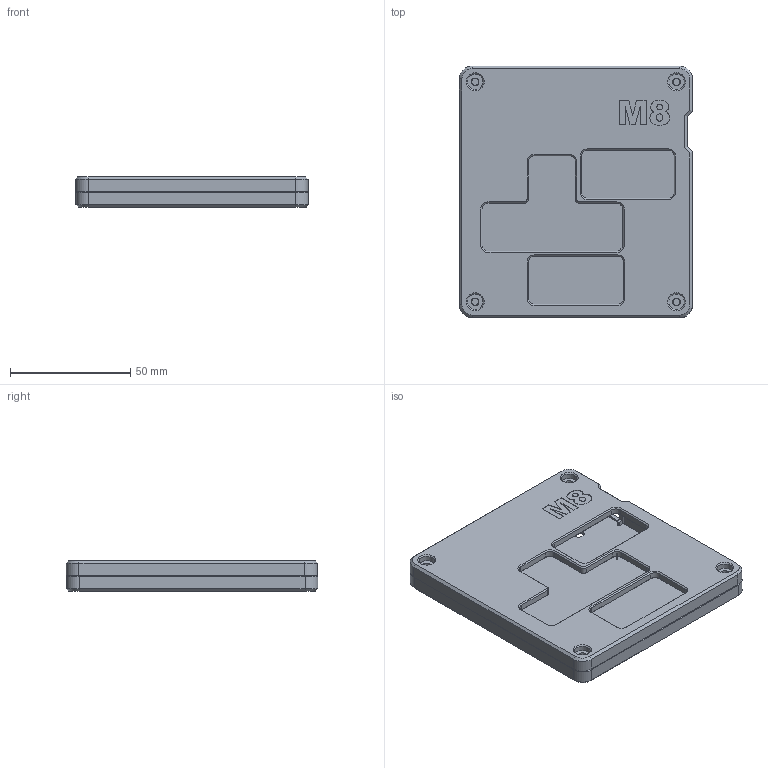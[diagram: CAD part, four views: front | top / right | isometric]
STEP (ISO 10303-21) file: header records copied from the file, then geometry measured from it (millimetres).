
FILE_DESCRIPTION(/* description */ (''),/* implementation_level */ '2;1');
FILE_NAME(/* name */ '3d-case-top.step',/* time_stamp */ '2024-06-20T22:57:28+08:00',/* author */ (''),/* organization */ (''),/* preprocessor_version */ 'ST-DEVELOPER v20',/* originating_system */ 'Autodesk Translation Framework v13.14.0.145',/* authorisation */ '');
FILE_SCHEMA (('AUTOMOTIVE_DESIGN { 1 0 10303 214 3 1 1 }'));
Length unit declared in the file: millimetre
Products named in the file (4): M8-Tracker-Lite; 3d-printed-case; Bottom_Case (1); Top_Case (1)
Assembly tree (3 placements, depth 3):
  M8-Tracker-Lite
    3d-printed-case
      Bottom_Case (1)
      Top_Case (1)
Bounding box: 96.75 x 104.44 x 12.52 mm (x, y, z)
Volume: 45757.2 mm3; surface area: 42790.7 mm2
Topology: 4 solids, 4 shells, 413 faces, 1054 edges, 663 vertices
Faces by surface type: plane 221, cylinder 97, cone 56, bspline 39
Full cylindrical faces by diameter (mm): 2.85 x4, 3.2 x4, 6.5 x4
Entity records: 13351 total; most frequent: CARTESIAN_POINT 3284, ORIENTED_EDGE 2108, DIRECTION 1978, EDGE_CURVE 1054, LINE 712, VECTOR 712, VERTEX_POINT 663, AXIS2_PLACEMENT_3D 633
